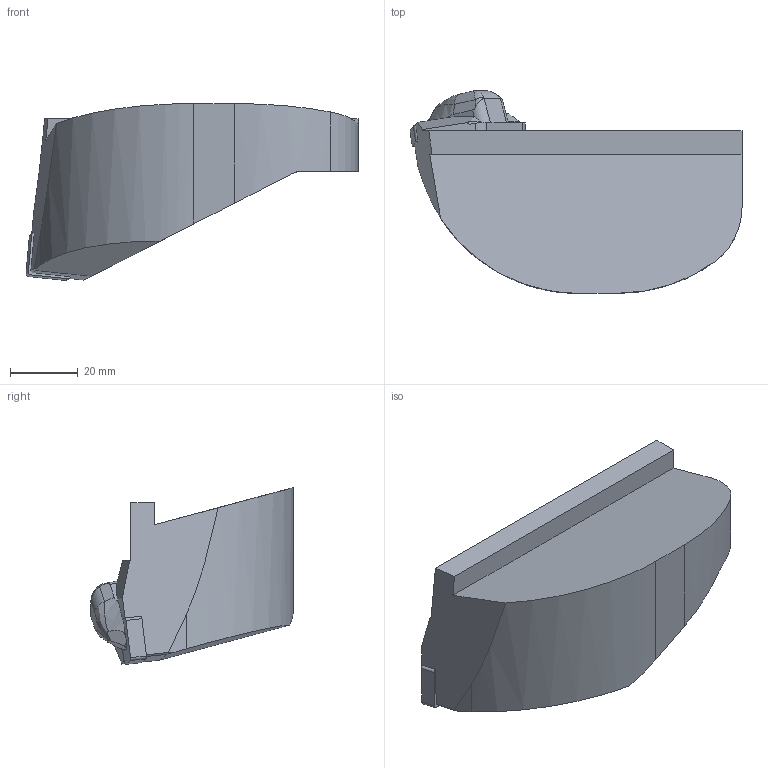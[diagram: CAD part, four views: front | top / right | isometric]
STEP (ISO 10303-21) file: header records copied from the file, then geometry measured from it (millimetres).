
FILE_DESCRIPTION(/* description */ (''),/* implementation_level */ '2;1');
FILE_NAME(/* name */ '1560775620843.stp',/* time_stamp */ '2019-06-17T14:47:04+02:00',/* author */ (''),/* organization */ ('SMS'),/* preprocessor_version */ 'ST-DEVELOPER v15',/* originating_system */ 'SIEMENS PLM Software NX 8.5',/* authorisation */ '');
FILE_SCHEMA (('AUTOMOTIVE_DESIGN { 1 0 10303 214 3 1 1 1 }'));
Length unit declared in the file: millimetre
Products named in the file (4): IsoTurningInsert; 202350427mod000_00; ASSEMBLY_CONSTRUCTION; 111151029mod000_01
Assembly tree (3 placements, depth 2):
  111151029mod000_01
    ASSEMBLY_CONSTRUCTION
    202350427mod000_00
    IsoTurningInsert
Bounding box: 98 x 59.88 x 52.21 mm (x, y, z)
Volume: 112327.7 mm3; surface area: 17703.1 mm2
Topology: 2 solids, 2 shells, 77 faces, 221 edges, 153 vertices
Faces by surface type: plane 47, cylinder 21, bspline 9
Full cylindrical faces by diameter (mm): 5.156 x2
Entity records: 3106 total; most frequent: CARTESIAN_POINT 991, ORIENTED_EDGE 436, DIRECTION 385, EDGE_CURVE 218, VERTEX_POINT 146, AXIS2_PLACEMENT_3D 132, LINE 121, VECTOR 121
